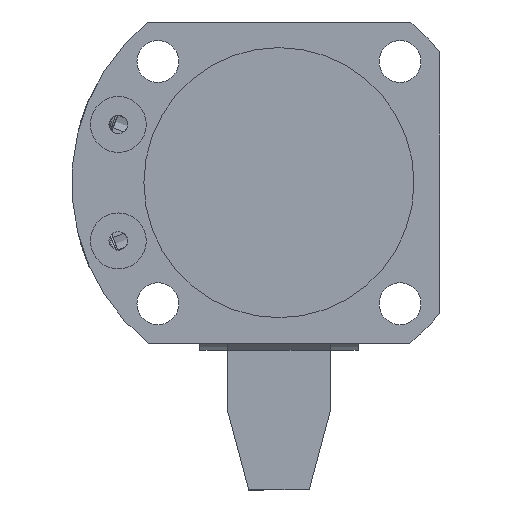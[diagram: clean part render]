
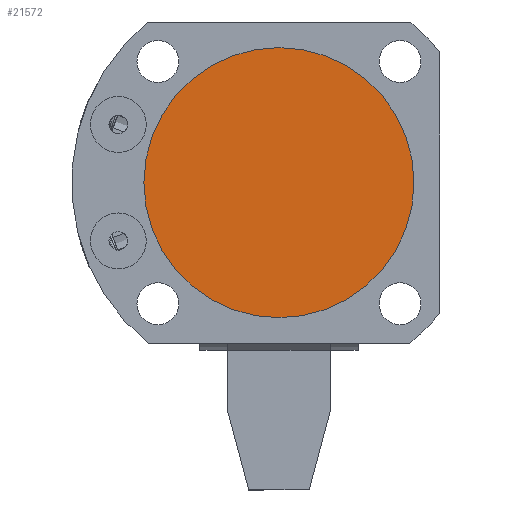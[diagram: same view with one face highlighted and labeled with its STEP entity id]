
A CAD part, front view. The second image highlights one B-rep face of the part: STEP entity #21572.
In plain terms, the highlighted planar face has unit normal (0, -1, 0).
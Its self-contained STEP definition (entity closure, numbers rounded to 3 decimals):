
#134 = FACE_OUTER_BOUND ( 'NONE', #7205, .T. ) ;
#2393 = CARTESIAN_POINT ( 'NONE',  ( 0., -65., 29. ) ) ;
#5067 = CARTESIAN_POINT ( 'NONE',  ( 0., -65., 0. ) ) ;
#5968 = VERTEX_POINT ( 'NONE', #6176 ) ;
#6176 = CARTESIAN_POINT ( 'NONE',  ( 0., -65., -29. ) ) ;
#6589 = DIRECTION ( 'NONE',  ( 0., -1., 0. ) ) ;
#6594 = DIRECTION ( 'NONE',  ( 0., 1., 0. ) ) ;
#6724 = CIRCLE ( 'NONE', #15221, 29. ) ;
#6858 = DIRECTION ( 'NONE',  ( 0., 0., 1. ) ) ;
#7080 = VERTEX_POINT ( 'NONE', #2393 ) ;
#7205 = EDGE_LOOP ( 'NONE', ( #12000, #11885 ) ) ;
#10042 = PLANE ( 'NONE',  #20040 ) ;
#11885 = ORIENTED_EDGE ( 'NONE', *, *, #16315, .F. ) ;
#12000 = ORIENTED_EDGE ( 'NONE', *, *, #15178, .F. ) ;
#15178 = EDGE_CURVE ( 'NONE', #7080, #5968, #6724, .T. ) ;
#15221 = AXIS2_PLACEMENT_3D ( 'NONE', #17098, #6594, #18883 ) ;
#16315 = EDGE_CURVE ( 'NONE', #5968, #7080, #21765, .T. ) ;
#17091 = CARTESIAN_POINT ( 'NONE',  ( 29., -65., 0. ) ) ;
#17098 = CARTESIAN_POINT ( 'NONE',  ( 0., -65., 0. ) ) ;
#17370 = DIRECTION ( 'NONE',  ( 0., 1., 0. ) ) ;
#18875 = DIRECTION ( 'NONE',  ( 0., 0., -1. ) ) ;
#18883 = DIRECTION ( 'NONE',  ( 0., 0., 1. ) ) ;
#19754 = AXIS2_PLACEMENT_3D ( 'NONE', #5067, #17370, #6858 ) ;
#20040 = AXIS2_PLACEMENT_3D ( 'NONE', #17091, #6589, #18875 ) ;
#21572 = ADVANCED_FACE ( 'NONE', ( #134 ), #10042, .T. ) ;
#21765 = CIRCLE ( 'NONE', #19754, 29. ) ;
